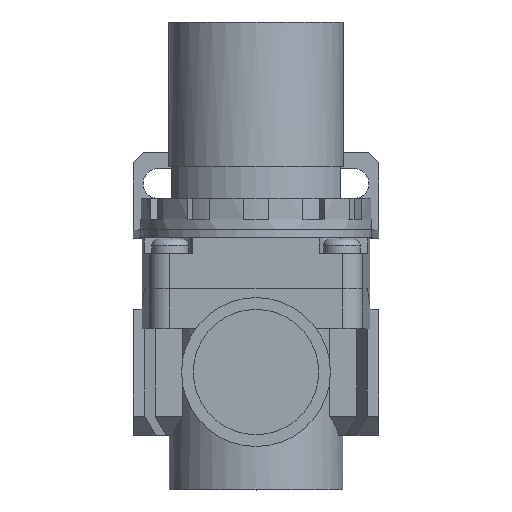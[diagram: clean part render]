
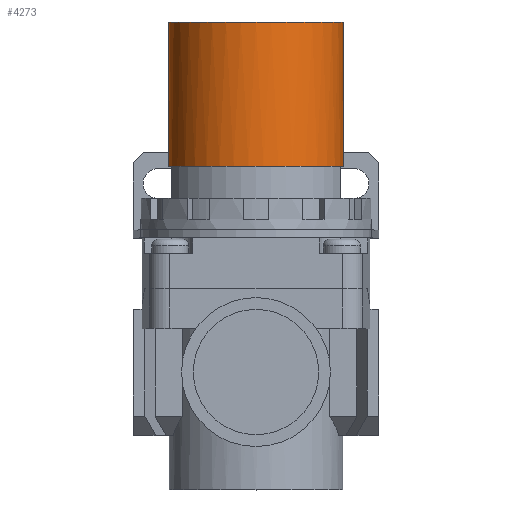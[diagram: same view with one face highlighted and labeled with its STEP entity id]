
A CAD part, top view. The second image highlights one B-rep face of the part: STEP entity #4273.
In plain terms, the highlighted cylindrical face has radius 25 mm (diameter 50 mm), a full revolution.
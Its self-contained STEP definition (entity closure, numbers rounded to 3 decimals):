
#109=CYLINDRICAL_SURFACE('',#4688,25.);
#1636=ORIENTED_EDGE('',*,*,#2548,.F.);
#1637=ORIENTED_EDGE('',*,*,#2549,.T.);
#1638=ORIENTED_EDGE('',*,*,#2464,.T.);
#1639=ORIENTED_EDGE('',*,*,#2550,.T.);
#1640=ORIENTED_EDGE('',*,*,#2462,.T.);
#2462=EDGE_CURVE('',#2985,#2986,#3316,.T.);
#2464=EDGE_CURVE('',#2988,#2987,#3317,.T.);
#2548=EDGE_CURVE('',#3049,#3049,#3331,.T.);
#2549=EDGE_CURVE('',#2986,#2988,#3332,.T.);
#2550=EDGE_CURVE('',#2987,#2985,#3333,.T.);
#2985=VERTEX_POINT('',#6683);
#2986=VERTEX_POINT('',#6685);
#2987=VERTEX_POINT('',#6689);
#2988=VERTEX_POINT('',#6691);
#3049=VERTEX_POINT('',#6855);
#3316=CIRCLE('',#4654,25.);
#3317=CIRCLE('',#4656,25.);
#3331=CIRCLE('',#4689,25.);
#3332=CIRCLE('',#4690,25.);
#3333=CIRCLE('',#4691,25.);
#3529=EDGE_LOOP('',(#1636));
#3530=EDGE_LOOP('',(#1637,#1638,#1639,#1640));
#3826=FACE_BOUND('',#3529,.T.);
#3827=FACE_BOUND('',#3530,.T.);
#4273=ADVANCED_FACE('',(#3826,#3827),#109,.T.);
#4654=AXIS2_PLACEMENT_3D('',#6686,#5433,#5434);
#4656=AXIS2_PLACEMENT_3D('',#6690,#5438,#5439);
#4688=AXIS2_PLACEMENT_3D('',#6853,#5572,#5573);
#4689=AXIS2_PLACEMENT_3D('',#6854,#5574,#5575);
#4690=AXIS2_PLACEMENT_3D('',#6856,#5576,#5577);
#4691=AXIS2_PLACEMENT_3D('',#6857,#5578,#5579);
#5433=DIRECTION('',(0.,-1.,0.));
#5434=DIRECTION('',(0.,0.,-1.));
#5438=DIRECTION('',(0.,-1.,0.));
#5439=DIRECTION('',(0.,0.,-1.));
#5572=DIRECTION('',(0.,-1.,0.));
#5573=DIRECTION('',(0.,0.,-1.));
#5574=DIRECTION('',(0.,-1.,0.));
#5575=DIRECTION('',(0.,0.,-1.));
#5576=DIRECTION('',(0.,-1.,0.));
#5577=DIRECTION('',(0.,0.,-1.));
#5578=DIRECTION('',(0.,-1.,0.));
#5579=DIRECTION('',(0.,0.,-1.));
#6683=CARTESIAN_POINT('',(24.,-58.8,7.));
#6685=CARTESIAN_POINT('',(-24.,-58.8,7.));
#6686=CARTESIAN_POINT('',(0.,-58.8,0.));
#6689=CARTESIAN_POINT('',(24.,-58.8,-7.));
#6690=CARTESIAN_POINT('',(0.,-58.8,0.));
#6691=CARTESIAN_POINT('',(-24.,-58.8,-7.));
#6853=CARTESIAN_POINT('',(0.,-100.,0.));
#6854=CARTESIAN_POINT('',(0.,-100.,0.));
#6855=CARTESIAN_POINT('',(0.,-100.,-25.));
#6856=CARTESIAN_POINT('',(0.,-58.8,0.));
#6857=CARTESIAN_POINT('',(0.,-58.8,0.));
